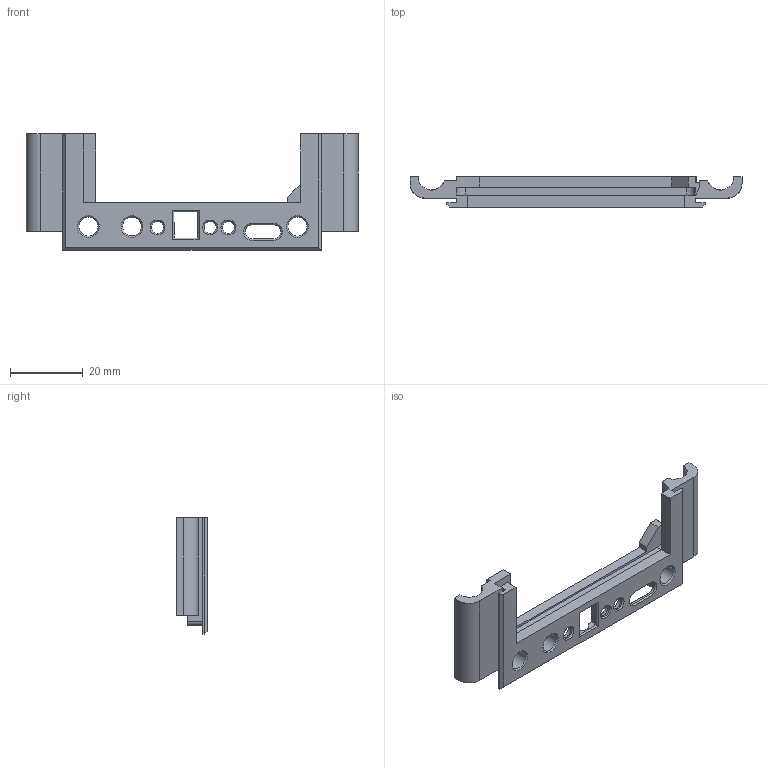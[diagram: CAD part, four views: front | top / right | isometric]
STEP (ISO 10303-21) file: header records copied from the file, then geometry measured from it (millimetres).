
FILE_DESCRIPTION(/* description */ (''),/* implementation_level */ '2;1');
FILE_NAME(/* name */ 'pannelling lower.step',/* time_stamp */ '2022-07-28T22:29:49+02:00',/* author */ (''),/* organization */ (''),/* preprocessor_version */ 'ST-DEVELOPER v19',/* originating_system */ 'Autodesk Translation Framework v11.7.0.108',/* authorisation */ '');
FILE_SCHEMA (('AUTOMOTIVE_DESIGN { 1 0 10303 214 3 1 1 }'));
Length unit declared in the file: millimetre
Products named in the file (1): Sport Buzzer
Bounding box: 91.3 x 8.4 x 32 mm (x, y, z)
Volume: 5616.3 mm3; surface area: 6264.9 mm2
Topology: 1 solids, 1 shells, 140 faces, 371 edges, 235 vertices
Faces by surface type: plane 98, cylinder 21, cone 19, bspline 2
Full cylindrical faces by diameter (mm): 3.3 x3, 4.3 x3, 5.2 x3, 6.4 x1
Entity records: 4340 total; most frequent: CARTESIAN_POINT 777, ORIENTED_EDGE 742, DIRECTION 715, EDGE_CURVE 371, LINE 293, VECTOR 293, VERTEX_POINT 235, AXIS2_PLACEMENT_3D 211
